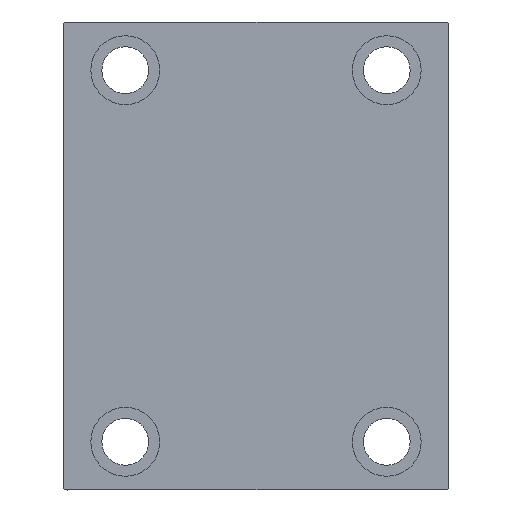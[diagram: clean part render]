
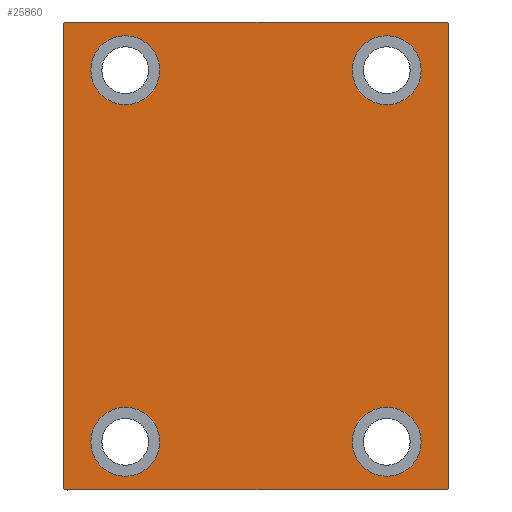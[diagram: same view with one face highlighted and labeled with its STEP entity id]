
A CAD part, left-side view. The second image highlights one B-rep face of the part: STEP entity #25860.
In plain terms, the highlighted face is planar.
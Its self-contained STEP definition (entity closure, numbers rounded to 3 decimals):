
#295 = AXIS2_PLACEMENT_3D ( 'NONE', #19578, #33378, #40158 ) ;
#365 = VERTEX_POINT ( 'NONE', #28607 ) ;
#569 = ORIENTED_EDGE ( 'NONE', *, *, #26672, .T. ) ;
#829 = ORIENTED_EDGE ( 'NONE', *, *, #2986, .T. ) ;
#2052 = CARTESIAN_POINT ( 'NONE',  ( 155., 70., 84.5 ) ) ;
#2216 = ORIENTED_EDGE ( 'NONE', *, *, #22687, .T. ) ;
#2251 = CARTESIAN_POINT ( 'NONE',  ( 155., -47.5, -67.5 ) ) ;
#2308 = CARTESIAN_POINT ( 'NONE',  ( 155., 0., 0. ) ) ;
#2334 = LINE ( 'NONE', #36705, #12567 ) ;
#2906 = DIRECTION ( 'NONE',  ( -1., 0., 0. ) ) ;
#2986 = EDGE_CURVE ( 'NONE', #7145, #6135, #5888, .T. ) ;
#3079 = DIRECTION ( 'NONE',  ( -1., 0., 0. ) ) ;
#3127 = CARTESIAN_POINT ( 'NONE',  ( 155., -47.5, 67.5 ) ) ;
#4169 = VERTEX_POINT ( 'NONE', #42844 ) ;
#4642 = CARTESIAN_POINT ( 'NONE',  ( 155., 70., 85. ) ) ;
#4867 = EDGE_CURVE ( 'NONE', #6135, #7145, #41304, .T. ) ;
#4950 = DIRECTION ( 'NONE',  ( -1., 0., 0. ) ) ;
#5888 = CIRCLE ( 'NONE', #23231, 12.5 ) ;
#6027 = CIRCLE ( 'NONE', #42110, 12.5 ) ;
#6135 = VERTEX_POINT ( 'NONE', #34460 ) ;
#6483 = DIRECTION ( 'NONE',  ( 0., 0., 1. ) ) ;
#6670 = CARTESIAN_POINT ( 'NONE',  ( 155., 77.25, 77.25 ) ) ;
#6691 = ORIENTED_EDGE ( 'NONE', *, *, #37618, .T. ) ;
#6753 = DIRECTION ( 'NONE',  ( 0., 1., 0. ) ) ;
#6836 = EDGE_CURVE ( 'NONE', #12967, #17459, #31991, .T. ) ;
#7145 = VERTEX_POINT ( 'NONE', #22465 ) ;
#7864 = CARTESIAN_POINT ( 'NONE',  ( 155., -47.5, 67.5 ) ) ;
#8238 = VECTOR ( 'NONE', #37755, 1000. ) ;
#8603 = VECTOR ( 'NONE', #14128, 1000. ) ;
#8828 = AXIS2_PLACEMENT_3D ( 'NONE', #7864, #31603, #32290 ) ;
#8861 = ORIENTED_EDGE ( 'NONE', *, *, #9319, .T. ) ;
#9315 = LINE ( 'NONE', #29904, #25260 ) ;
#9319 = EDGE_CURVE ( 'NONE', #27775, #23001, #2334, .T. ) ;
#9857 = CARTESIAN_POINT ( 'NONE',  ( 155., 47.5, -67.5 ) ) ;
#10054 = CARTESIAN_POINT ( 'NONE',  ( 155., 70., -84.5 ) ) ;
#11935 = ORIENTED_EDGE ( 'NONE', *, *, #38421, .T. ) ;
#12126 = VERTEX_POINT ( 'NONE', #15296 ) ;
#12486 = DIRECTION ( 'NONE',  ( 0., 0., 1. ) ) ;
#12567 = VECTOR ( 'NONE', #43469, 1000. ) ;
#12967 = VERTEX_POINT ( 'NONE', #42887 ) ;
#13424 = EDGE_LOOP ( 'NONE', ( #2216, #34212 ) ) ;
#13429 = EDGE_LOOP ( 'NONE', ( #6691, #15706 ) ) ;
#13487 = CARTESIAN_POINT ( 'NONE',  ( 155., 47.5, 67.5 ) ) ;
#13529 = CARTESIAN_POINT ( 'NONE',  ( 155., -70., -85. ) ) ;
#13737 = FACE_OUTER_BOUND ( 'NONE', #22511, .T. ) ;
#13978 = LINE ( 'NONE', #13529, #27459 ) ;
#14128 = DIRECTION ( 'NONE',  ( 0., 0., -1. ) ) ;
#14553 = VECTOR ( 'NONE', #17946, 1000. ) ;
#14817 = ORIENTED_EDGE ( 'NONE', *, *, #41834, .T. ) ;
#14854 = CARTESIAN_POINT ( 'NONE',  ( 155., -70., -84.5 ) ) ;
#14874 = EDGE_CURVE ( 'NONE', #36170, #20956, #29624, .T. ) ;
#15296 = CARTESIAN_POINT ( 'NONE',  ( 155., 47.5, -55. ) ) ;
#15378 = DIRECTION ( 'NONE',  ( 0., 0.707, -0.707 ) ) ;
#15706 = ORIENTED_EDGE ( 'NONE', *, *, #39804, .T. ) ;
#16539 = CARTESIAN_POINT ( 'NONE',  ( 155., 69.5, -85. ) ) ;
#17168 = LINE ( 'NONE', #44736, #8238 ) ;
#17298 = EDGE_LOOP ( 'NONE', ( #14817, #11935 ) ) ;
#17459 = VERTEX_POINT ( 'NONE', #28935 ) ;
#17739 = LINE ( 'NONE', #31313, #8603 ) ;
#17946 = DIRECTION ( 'NONE',  ( 0., -0.707, 0.707 ) ) ;
#18804 = VERTEX_POINT ( 'NONE', #2052 ) ;
#18991 = CARTESIAN_POINT ( 'NONE',  ( 155., -77.25, -77.25 ) ) ;
#19260 = FACE_BOUND ( 'NONE', #37891, .T. ) ;
#19481 = FACE_BOUND ( 'NONE', #17298, .T. ) ;
#19578 = CARTESIAN_POINT ( 'NONE',  ( 155., 47.5, -67.5 ) ) ;
#19607 = ORIENTED_EDGE ( 'NONE', *, *, #24483, .T. ) ;
#19813 = CARTESIAN_POINT ( 'NONE',  ( 155., 47.5, -80. ) ) ;
#20230 = CARTESIAN_POINT ( 'NONE',  ( 155., -69.5, -85. ) ) ;
#20915 = CARTESIAN_POINT ( 'NONE',  ( 155., 47.5, 67.5 ) ) ;
#20935 = CARTESIAN_POINT ( 'NONE',  ( 155., -69.5, 85. ) ) ;
#20956 = VERTEX_POINT ( 'NONE', #20230 ) ;
#22049 = DIRECTION ( 'NONE',  ( 0., -1., 0. ) ) ;
#22465 = CARTESIAN_POINT ( 'NONE',  ( 155., -47.5, 80. ) ) ;
#22511 = EDGE_LOOP ( 'NONE', ( #37172, #32957, #19607, #38263, #24459, #8861, #569, #34730 ) ) ;
#22621 = AXIS2_PLACEMENT_3D ( 'NONE', #9857, #3079, #23880 ) ;
#22670 = FACE_BOUND ( 'NONE', #13429, .T. ) ;
#22687 = EDGE_CURVE ( 'NONE', #17459, #12967, #31021, .T. ) ;
#23001 = VERTEX_POINT ( 'NONE', #10054 ) ;
#23207 = VECTOR ( 'NONE', #22049, 1000. ) ;
#23231 = AXIS2_PLACEMENT_3D ( 'NONE', #3127, #2906, #24368 ) ;
#23719 = VERTEX_POINT ( 'NONE', #19813 ) ;
#23880 = DIRECTION ( 'NONE',  ( 0., 0., 1. ) ) ;
#24368 = DIRECTION ( 'NONE',  ( 0., 0., 1. ) ) ;
#24459 = ORIENTED_EDGE ( 'NONE', *, *, #27260, .T. ) ;
#24483 = EDGE_CURVE ( 'NONE', #43350, #36170, #17739, .T. ) ;
#25129 = CARTESIAN_POINT ( 'NONE',  ( 155., 69.5, 85. ) ) ;
#25260 = VECTOR ( 'NONE', #12486, 1000. ) ;
#25860 = ADVANCED_FACE ( 'NONE', ( #36675, #19260, #22670, #19481, #13737 ), #27549, .T. ) ;
#26672 = EDGE_CURVE ( 'NONE', #23001, #18804, #9315, .T. ) ;
#27008 = CIRCLE ( 'NONE', #32780, 12.5 ) ;
#27260 = EDGE_CURVE ( 'NONE', #20956, #27775, #13978, .T. ) ;
#27459 = VECTOR ( 'NONE', #6753, 1000. ) ;
#27549 = PLANE ( 'NONE',  #44697 ) ;
#27668 = AXIS2_PLACEMENT_3D ( 'NONE', #28919, #4950, #32307 ) ;
#27775 = VERTEX_POINT ( 'NONE', #16539 ) ;
#28055 = AXIS2_PLACEMENT_3D ( 'NONE', #2251, #43385, #43156 ) ;
#28527 = CARTESIAN_POINT ( 'NONE',  ( 155., -70., 84.5 ) ) ;
#28607 = CARTESIAN_POINT ( 'NONE',  ( 155., 47.5, 80. ) ) ;
#28919 = CARTESIAN_POINT ( 'NONE',  ( 155., -47.5, -67.5 ) ) ;
#28935 = CARTESIAN_POINT ( 'NONE',  ( 155., -47.5, -80. ) ) ;
#29097 = CIRCLE ( 'NONE', #22621, 12.5 ) ;
#29624 = LINE ( 'NONE', #18991, #43849 ) ;
#29904 = CARTESIAN_POINT ( 'NONE',  ( 155., 70., -85. ) ) ;
#30288 = EDGE_CURVE ( 'NONE', #43448, #39952, #32219, .T. ) ;
#30655 = DIRECTION ( 'NONE',  ( -1., 0., 0. ) ) ;
#31021 = CIRCLE ( 'NONE', #28055, 12.5 ) ;
#31056 = EDGE_CURVE ( 'NONE', #18804, #43448, #37648, .T. ) ;
#31313 = CARTESIAN_POINT ( 'NONE',  ( 155., -70., 85. ) ) ;
#31603 = DIRECTION ( 'NONE',  ( -1., 0., 0. ) ) ;
#31991 = CIRCLE ( 'NONE', #27668, 12.5 ) ;
#32219 = LINE ( 'NONE', #4642, #23207 ) ;
#32290 = DIRECTION ( 'NONE',  ( 0., 0., 1. ) ) ;
#32307 = DIRECTION ( 'NONE',  ( 0., 0., 1. ) ) ;
#32780 = AXIS2_PLACEMENT_3D ( 'NONE', #20915, #30655, #34707 ) ;
#32957 = ORIENTED_EDGE ( 'NONE', *, *, #42414, .T. ) ;
#33378 = DIRECTION ( 'NONE',  ( -1., 0., 0. ) ) ;
#34212 = ORIENTED_EDGE ( 'NONE', *, *, #6836, .T. ) ;
#34460 = CARTESIAN_POINT ( 'NONE',  ( 155., -47.5, 55. ) ) ;
#34707 = DIRECTION ( 'NONE',  ( 0., 0., 1. ) ) ;
#34730 = ORIENTED_EDGE ( 'NONE', *, *, #31056, .T. ) ;
#36170 = VERTEX_POINT ( 'NONE', #14854 ) ;
#36452 = DIRECTION ( 'NONE',  ( 1., 0., 0. ) ) ;
#36675 = FACE_BOUND ( 'NONE', #13424, .T. ) ;
#36705 = CARTESIAN_POINT ( 'NONE',  ( 155., 77.25, -77.25 ) ) ;
#37172 = ORIENTED_EDGE ( 'NONE', *, *, #30288, .T. ) ;
#37618 = EDGE_CURVE ( 'NONE', #4169, #365, #27008, .T. ) ;
#37648 = LINE ( 'NONE', #6670, #14553 ) ;
#37755 = DIRECTION ( 'NONE',  ( 0., -0.707, -0.707 ) ) ;
#37891 = EDGE_LOOP ( 'NONE', ( #41427, #829 ) ) ;
#38263 = ORIENTED_EDGE ( 'NONE', *, *, #14874, .T. ) ;
#38421 = EDGE_CURVE ( 'NONE', #12126, #23719, #29097, .T. ) ;
#39804 = EDGE_CURVE ( 'NONE', #365, #4169, #6027, .T. ) ;
#39952 = VERTEX_POINT ( 'NONE', #20935 ) ;
#40158 = DIRECTION ( 'NONE',  ( 0., 0., 1. ) ) ;
#41304 = CIRCLE ( 'NONE', #8828, 12.5 ) ;
#41318 = DIRECTION ( 'NONE',  ( 0., 0., -1. ) ) ;
#41427 = ORIENTED_EDGE ( 'NONE', *, *, #4867, .T. ) ;
#41834 = EDGE_CURVE ( 'NONE', #23719, #12126, #42905, .T. ) ;
#42110 = AXIS2_PLACEMENT_3D ( 'NONE', #13487, #44451, #6483 ) ;
#42414 = EDGE_CURVE ( 'NONE', #39952, #43350, #17168, .T. ) ;
#42844 = CARTESIAN_POINT ( 'NONE',  ( 155., 47.5, 55. ) ) ;
#42887 = CARTESIAN_POINT ( 'NONE',  ( 155., -47.5, -55. ) ) ;
#42905 = CIRCLE ( 'NONE', #295, 12.5 ) ;
#43156 = DIRECTION ( 'NONE',  ( 0., 0., 1. ) ) ;
#43350 = VERTEX_POINT ( 'NONE', #28527 ) ;
#43385 = DIRECTION ( 'NONE',  ( -1., 0., 0. ) ) ;
#43448 = VERTEX_POINT ( 'NONE', #25129 ) ;
#43469 = DIRECTION ( 'NONE',  ( 0., 0.707, 0.707 ) ) ;
#43849 = VECTOR ( 'NONE', #15378, 1000. ) ;
#44451 = DIRECTION ( 'NONE',  ( -1., 0., 0. ) ) ;
#44697 = AXIS2_PLACEMENT_3D ( 'NONE', #2308, #36452, #41318 ) ;
#44736 = CARTESIAN_POINT ( 'NONE',  ( 155., -77.25, 77.25 ) ) ;
